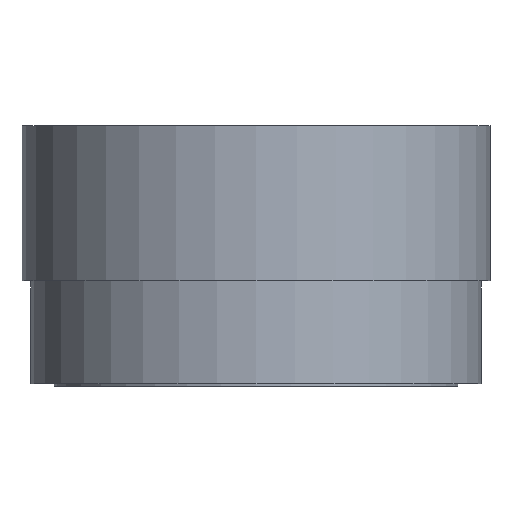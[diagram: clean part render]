
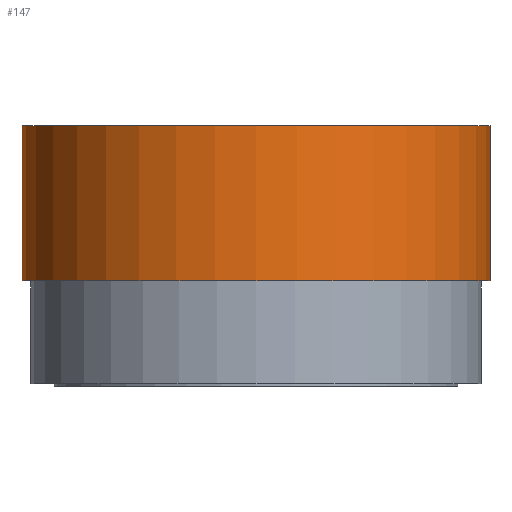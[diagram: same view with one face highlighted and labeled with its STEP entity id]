
A CAD part, front view. The second image highlights one B-rep face of the part: STEP entity #147.
In plain terms, the highlighted cylindrical face has radius 64.65 mm (diameter 129.3 mm), a partial arc.
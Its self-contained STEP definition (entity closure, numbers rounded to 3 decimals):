
#3 = ORIENTED_EDGE ( 'NONE', *, *, #9, .F. ) ;
#4 = DIRECTION ( 'NONE',  ( 1., 0., 0. ) ) ;
#9 = EDGE_CURVE ( 'NONE', #18, #336, #286, .T. ) ;
#11 = CIRCLE ( 'NONE', #262, 64.65 ) ;
#12 = EDGE_LOOP ( 'NONE', ( #3, #268, #222, #142 ) ) ;
#16 = LINE ( 'NONE', #260, #362 ) ;
#18 = VERTEX_POINT ( 'NONE', #369 ) ;
#35 = CARTESIAN_POINT ( 'NONE',  ( 0., 0., 0. ) ) ;
#98 = VERTEX_POINT ( 'NONE', #164 ) ;
#105 = CYLINDRICAL_SURFACE ( 'NONE', #137, 64.65 ) ;
#106 = DIRECTION ( 'NONE',  ( 0., 0., 1. ) ) ;
#132 = DIRECTION ( 'NONE',  ( 0., 0., 1. ) ) ;
#137 = AXIS2_PLACEMENT_3D ( 'NONE', #374, #106, #4 ) ;
#142 = ORIENTED_EDGE ( 'NONE', *, *, #258, .F. ) ;
#143 = FACE_OUTER_BOUND ( 'NONE', #12, .T. ) ;
#147 = ADVANCED_FACE ( 'NONE', ( #143 ), #105, .T. ) ;
#154 = CIRCLE ( 'NONE', #284, 64.65 ) ;
#164 = CARTESIAN_POINT ( 'NONE',  ( 64.65, 0., 0. ) ) ;
#189 = VERTEX_POINT ( 'NONE', #344 ) ;
#197 = DIRECTION ( 'NONE',  ( 1., 0., 0. ) ) ;
#199 = DIRECTION ( 'NONE',  ( 0., 0., 1. ) ) ;
#200 = DIRECTION ( 'NONE',  ( 0., 0., 1. ) ) ;
#213 = VECTOR ( 'NONE', #132, 1000. ) ;
#222 = ORIENTED_EDGE ( 'NONE', *, *, #330, .T. ) ;
#254 = EDGE_CURVE ( 'NONE', #18, #189, #11, .T. ) ;
#257 = DIRECTION ( 'NONE',  ( 0., 0., 1. ) ) ;
#258 = EDGE_CURVE ( 'NONE', #336, #98, #154, .T. ) ;
#260 = CARTESIAN_POINT ( 'NONE',  ( 64.65, 0., 0. ) ) ;
#262 = AXIS2_PLACEMENT_3D ( 'NONE', #347, #199, #288 ) ;
#268 = ORIENTED_EDGE ( 'NONE', *, *, #254, .T. ) ;
#274 = CARTESIAN_POINT ( 'NONE',  ( -64.65, 0., 0. ) ) ;
#284 = AXIS2_PLACEMENT_3D ( 'NONE', #35, #200, #197 ) ;
#286 = LINE ( 'NONE', #274, #213 ) ;
#288 = DIRECTION ( 'NONE',  ( 1., 0., 0. ) ) ;
#294 = CARTESIAN_POINT ( 'NONE',  ( -64.65, 0., 0. ) ) ;
#330 = EDGE_CURVE ( 'NONE', #189, #98, #16, .T. ) ;
#336 = VERTEX_POINT ( 'NONE', #294 ) ;
#344 = CARTESIAN_POINT ( 'NONE',  ( 64.65, 0., -42.92 ) ) ;
#347 = CARTESIAN_POINT ( 'NONE',  ( 0., 0., -42.92 ) ) ;
#362 = VECTOR ( 'NONE', #257, 1000. ) ;
#369 = CARTESIAN_POINT ( 'NONE',  ( -64.65, 0., -42.92 ) ) ;
#374 = CARTESIAN_POINT ( 'NONE',  ( 0., 0., 0. ) ) ;
